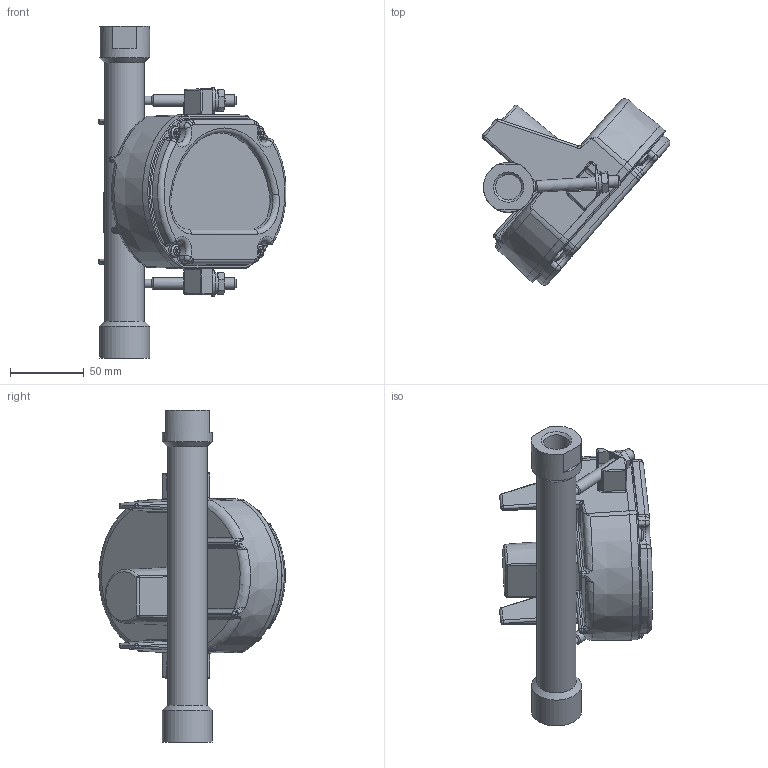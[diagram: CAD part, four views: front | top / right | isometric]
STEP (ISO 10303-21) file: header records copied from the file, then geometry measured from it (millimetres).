
FILE_DESCRIPTION(/* description */ (''),/* implementation_level */ '2;1');
FILE_NAME(/* name */ '',/* time_stamp */ '2015-12-11T09:09:04+01:00',/* author */ (''),/* organization */ (''),/* preprocessor_version */ 'ST-DEVELOPER v14',/* originating_system */ 'SIEMENS PLM Software NX 8.0',/* authorisation */ '');
FILE_SCHEMA (('CONFIG_CONTROL_DESIGN'));
Length unit declared in the file: millimetre
Products named in the file (1): elf_npt_f_gp
Bounding box: 127.4 x 126.26 x 225 mm (x, y, z)
Volume: 630372.6 mm3; surface area: 111918.4 mm2
Topology: 15 solids, 15 shells, 809 faces, 1927 edges, 1102 vertices
Faces by surface type: cylinder 210, plane 180, torus 157, bspline 117, cone 107, sphere 38
Full cylindrical faces by diameter (mm): 4.597 x4, 4.699 x4, 6 x2, 6.858 x2, 7.9 x2, 8.738 x2, 9.271 x4, 17.475 x2, 17.5 x2, 27 x1, 34 x2
Entity records: 36807 total; most frequent: CARTESIAN_POINT 18933, DIRECTION 3931, ORIENTED_EDGE 3582, EDGE_CURVE 1791, AXIS2_PLACEMENT_3D 1674, VERTEX_POINT 1089, EDGE_LOOP 902, CIRCLE 883
